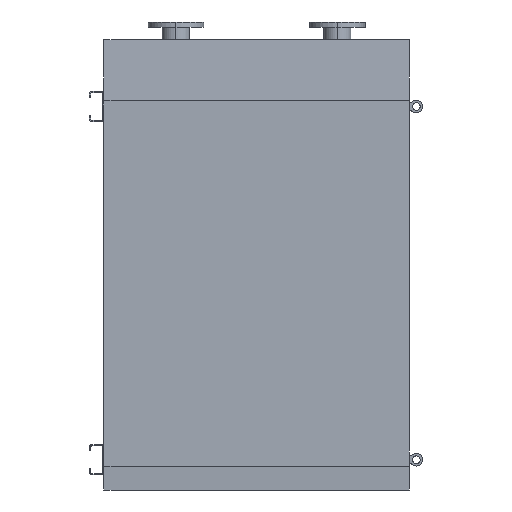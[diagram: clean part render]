
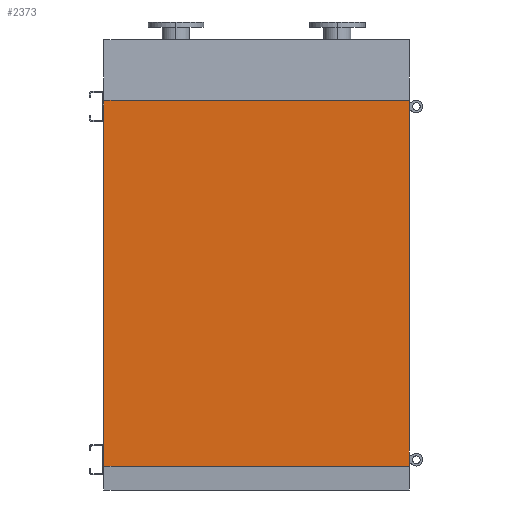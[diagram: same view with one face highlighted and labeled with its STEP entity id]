
A CAD part, front view. The second image highlights one B-rep face of the part: STEP entity #2373.
In plain terms, the highlighted planar face has unit normal (0, -1, 0).
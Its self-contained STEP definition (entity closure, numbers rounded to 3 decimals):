
#113 = EDGE_CURVE ( 'NONE', #3255, #4793, #6825, .T. ) ;
#125 = CARTESIAN_POINT ( 'NONE',  ( -605., 0., 0. ) ) ;
#615 = CARTESIAN_POINT ( 'NONE',  ( -605., 0., 0. ) ) ;
#644 = ORIENTED_EDGE ( 'NONE', *, *, #4855, .T. ) ;
#771 = VERTEX_POINT ( 'NONE', #4868 ) ;
#930 = CARTESIAN_POINT ( 'NONE',  ( 605., 0., -1450. ) ) ;
#1002 = VERTEX_POINT ( 'NONE', #1311 ) ;
#1256 = DIRECTION ( 'NONE',  ( 0., 0., 1. ) ) ;
#1311 = CARTESIAN_POINT ( 'NONE',  ( 605., 0., 0. ) ) ;
#1383 = FACE_OUTER_BOUND ( 'NONE', #6408, .T. ) ;
#1928 = DIRECTION ( 'NONE',  ( 0., -1., 0. ) ) ;
#2373 = ADVANCED_FACE ( 'NONE', ( #1383 ), #6805, .T. ) ;
#2958 = CARTESIAN_POINT ( 'NONE',  ( -605., 0., -1450. ) ) ;
#3029 = AXIS2_PLACEMENT_3D ( 'NONE', #4114, #1928, #3494 ) ;
#3041 = DIRECTION ( 'NONE',  ( 1., 0., 0. ) ) ;
#3153 = ORIENTED_EDGE ( 'NONE', *, *, #6523, .T. ) ;
#3255 = VERTEX_POINT ( 'NONE', #2958 ) ;
#3306 = ORIENTED_EDGE ( 'NONE', *, *, #6714, .F. ) ;
#3494 = DIRECTION ( 'NONE',  ( 0., 0., -1. ) ) ;
#3651 = VECTOR ( 'NONE', #1256, 1000. ) ;
#4099 = CARTESIAN_POINT ( 'NONE',  ( -605., 0., -1450. ) ) ;
#4114 = CARTESIAN_POINT ( 'NONE',  ( -605., 0., -1450. ) ) ;
#4152 = ORIENTED_EDGE ( 'NONE', *, *, #113, .F. ) ;
#4646 = DIRECTION ( 'NONE',  ( 1., 0., 0. ) ) ;
#4793 = VERTEX_POINT ( 'NONE', #615 ) ;
#4855 = EDGE_CURVE ( 'NONE', #771, #1002, #6221, .T. ) ;
#4868 = CARTESIAN_POINT ( 'NONE',  ( 605., 0., -1450. ) ) ;
#5131 = LINE ( 'NONE', #125, #5338 ) ;
#5338 = VECTOR ( 'NONE', #4646, 1000. ) ;
#5796 = VECTOR ( 'NONE', #5955, 1000. ) ;
#5955 = DIRECTION ( 'NONE',  ( 0., 0., 1. ) ) ;
#6059 = VECTOR ( 'NONE', #3041, 1000. ) ;
#6081 = CARTESIAN_POINT ( 'NONE',  ( -605., 0., -1450. ) ) ;
#6221 = LINE ( 'NONE', #930, #5796 ) ;
#6408 = EDGE_LOOP ( 'NONE', ( #3306, #4152, #3153, #644 ) ) ;
#6523 = EDGE_CURVE ( 'NONE', #3255, #771, #6798, .T. ) ;
#6714 = EDGE_CURVE ( 'NONE', #4793, #1002, #5131, .T. ) ;
#6798 = LINE ( 'NONE', #6081, #6059 ) ;
#6805 = PLANE ( 'NONE',  #3029 ) ;
#6825 = LINE ( 'NONE', #4099, #3651 ) ;
